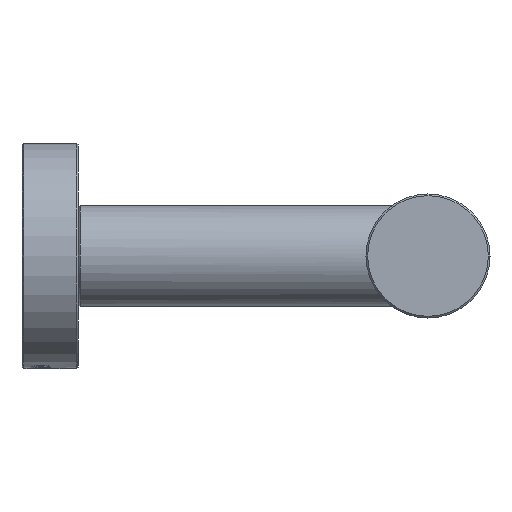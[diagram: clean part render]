
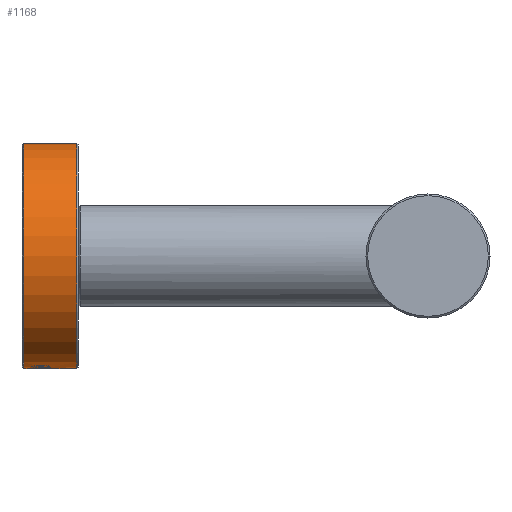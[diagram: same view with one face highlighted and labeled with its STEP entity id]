
A CAD part, left-side view. The second image highlights one B-rep face of the part: STEP entity #1168.
In plain terms, the highlighted cylindrical face has radius 20 mm (diameter 40 mm), a full revolution.
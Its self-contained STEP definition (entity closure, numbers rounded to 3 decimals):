
#116=(
BOUNDED_CURVE()
B_SPLINE_CURVE(3,(#1782,#1783,#1784,#1785),.UNSPECIFIED.,.F.,.F.)
B_SPLINE_CURVE_WITH_KNOTS((4,4),(2.31,2.367),
 .PIECEWISE_BEZIER_KNOTS.)
CURVE()
GEOMETRIC_REPRESENTATION_ITEM()
RATIONAL_B_SPLINE_CURVE((1.,1.,1.,1.))
REPRESENTATION_ITEM('')
);
#117=(
BOUNDED_CURVE()
B_SPLINE_CURVE(3,(#1787,#1788,#1789,#1790),.UNSPECIFIED.,.F.,.F.)
B_SPLINE_CURVE_WITH_KNOTS((4,4),(2.367,2.427),
 .PIECEWISE_BEZIER_KNOTS.)
CURVE()
GEOMETRIC_REPRESENTATION_ITEM()
RATIONAL_B_SPLINE_CURVE((1.,1.,1.,1.))
REPRESENTATION_ITEM('')
);
#118=(
BOUNDED_CURVE()
B_SPLINE_CURVE(3,(#1792,#1793,#1794,#1795,#1796,#1797),.UNSPECIFIED.,.F.,
 .F.)
B_SPLINE_CURVE_WITH_KNOTS((4,2,4),(0.,0.013,0.026),
 .UNSPECIFIED.)
CURVE()
GEOMETRIC_REPRESENTATION_ITEM()
RATIONAL_B_SPLINE_CURVE((1.,1.,1.,1.,1.,1.))
REPRESENTATION_ITEM('')
);
#128=B_SPLINE_CURVE_WITH_KNOTS('',3,(#1771,#1772,#1773,#1774),
 .UNSPECIFIED.,.F.,.F.,(4,4),(0.,1.),.UNSPECIFIED.);
#129=B_SPLINE_CURVE_WITH_KNOTS('',3,(#1777,#1778,#1779,#1780),
 .UNSPECIFIED.,.F.,.F.,(4,4),(0.,1.),.UNSPECIFIED.);
#130=B_SPLINE_CURVE_WITH_KNOTS('',3,(#1799,#1800,#1801,#1802),
 .UNSPECIFIED.,.F.,.F.,(4,4),(0.,1.),.UNSPECIFIED.);
#131=B_SPLINE_CURVE_WITH_KNOTS('',3,(#1804,#1805,#1806,#1807,#1808),
 .UNSPECIFIED.,.F.,.F.,(4,1,4),(0.,0.5,1.),.UNSPECIFIED.);
#132=B_SPLINE_CURVE_WITH_KNOTS('',3,(#1810,#1811,#1812,#1813),
 .UNSPECIFIED.,.F.,.F.,(4,4),(0.,1.),.UNSPECIFIED.);
#133=B_SPLINE_CURVE_WITH_KNOTS('',3,(#1815,#1816,#1817,#1818,#1819),
 .UNSPECIFIED.,.F.,.F.,(4,1,4),(0.,0.5,1.),.UNSPECIFIED.);
#134=B_SPLINE_CURVE_WITH_KNOTS('',3,(#1821,#1822,#1823,#1824,#1825),
 .UNSPECIFIED.,.F.,.F.,(4,1,4),(0.,0.5,1.),.UNSPECIFIED.);
#249=ORIENTED_EDGE('',*,*,#552,.T.);
#250=ORIENTED_EDGE('',*,*,#553,.T.);
#251=ORIENTED_EDGE('',*,*,#554,.T.);
#252=ORIENTED_EDGE('',*,*,#555,.T.);
#253=ORIENTED_EDGE('',*,*,#556,.T.);
#254=ORIENTED_EDGE('',*,*,#557,.T.);
#255=ORIENTED_EDGE('',*,*,#558,.T.);
#256=ORIENTED_EDGE('',*,*,#559,.T.);
#257=ORIENTED_EDGE('',*,*,#560,.T.);
#258=ORIENTED_EDGE('',*,*,#561,.T.);
#259=ORIENTED_EDGE('',*,*,#562,.T.);
#260=ORIENTED_EDGE('',*,*,#563,.T.);
#552=EDGE_CURVE('',#704,#704,#818,.T.);
#553=EDGE_CURVE('',#705,#705,#819,.F.);
#554=EDGE_CURVE('',#706,#707,#128,.T.);
#555=EDGE_CURVE('',#707,#708,#129,.T.);
#556=EDGE_CURVE('',#708,#709,#116,.T.);
#557=EDGE_CURVE('',#709,#710,#117,.T.);
#558=EDGE_CURVE('',#710,#711,#118,.T.);
#559=EDGE_CURVE('',#711,#712,#130,.T.);
#560=EDGE_CURVE('',#712,#713,#131,.T.);
#561=EDGE_CURVE('',#713,#714,#132,.T.);
#562=EDGE_CURVE('',#714,#715,#133,.T.);
#563=EDGE_CURVE('',#715,#706,#134,.T.);
#704=VERTEX_POINT('',#1768);
#705=VERTEX_POINT('',#1770);
#706=VERTEX_POINT('',#1775);
#707=VERTEX_POINT('',#1776);
#708=VERTEX_POINT('',#1781);
#709=VERTEX_POINT('',#1786);
#710=VERTEX_POINT('',#1791);
#711=VERTEX_POINT('',#1798);
#712=VERTEX_POINT('',#1803);
#713=VERTEX_POINT('',#1809);
#714=VERTEX_POINT('',#1814);
#715=VERTEX_POINT('',#1820);
#818=CIRCLE('',#1368,20.);
#819=CIRCLE('',#1369,20.);
#870=EDGE_LOOP('',(#249));
#871=EDGE_LOOP('',(#250));
#872=EDGE_LOOP('',(#251,#252,#253,#254,#255,#256,#257,#258,#259,#260));
#1008=FACE_BOUND('',#870,.T.);
#1009=FACE_BOUND('',#871,.T.);
#1010=FACE_BOUND('',#872,.T.);
#1141=CYLINDRICAL_SURFACE('',#1367,20.);
#1168=ADVANCED_FACE('',(#1008,#1009,#1010),#1141,.T.);
#1367=AXIS2_PLACEMENT_3D('',#1766,#1506,#1507);
#1368=AXIS2_PLACEMENT_3D('',#1767,#1508,#1509);
#1369=AXIS2_PLACEMENT_3D('',#1769,#1510,#1511);
#1506=DIRECTION('',(0.,1.,0.));
#1507=DIRECTION('',(1.,0.,0.));
#1508=DIRECTION('',(0.,-1.,0.));
#1509=DIRECTION('',(0.,0.,-1.));
#1510=DIRECTION('',(0.,-1.,0.));
#1511=DIRECTION('',(0.,0.,-1.));
#1766=CARTESIAN_POINT('',(-55317.935,-52350.115,-1016.411));
#1767=CARTESIAN_POINT('',(-55317.935,-52350.415,-1016.411));
#1768=CARTESIAN_POINT('',(-55317.935,-52350.415,-1036.411));
#1769=CARTESIAN_POINT('',(-55317.935,-52359.815,-1016.411));
#1770=CARTESIAN_POINT('',(-55317.935,-52359.815,-1036.411));
#1771=CARTESIAN_POINT('',(-55317.135,-52352.161,-1036.395));
#1772=CARTESIAN_POINT('',(-55317.378,-52352.043,-1036.405));
#1773=CARTESIAN_POINT('',(-55317.625,-52351.979,-1036.411));
#1774=CARTESIAN_POINT('',(-55317.876,-52351.97,-1036.411));
#1775=CARTESIAN_POINT('',(-55317.135,-52352.161,-1036.395));
#1776=CARTESIAN_POINT('',(-55317.876,-52351.97,-1036.411));
#1777=CARTESIAN_POINT('',(-55317.876,-52351.97,-1036.411));
#1778=CARTESIAN_POINT('',(-55317.877,-52351.979,-1036.411));
#1779=CARTESIAN_POINT('',(-55317.877,-52351.987,-1036.411));
#1780=CARTESIAN_POINT('',(-55317.877,-52351.996,-1036.411));
#1781=CARTESIAN_POINT('',(-55317.877,-52351.996,-1036.411));
#1782=CARTESIAN_POINT('',(-55317.877,-52351.996,-1036.411));
#1783=CARTESIAN_POINT('',(-55317.897,-52351.995,-1036.411));
#1784=CARTESIAN_POINT('',(-55317.916,-52351.995,-1036.411));
#1785=CARTESIAN_POINT('',(-55317.935,-52351.995,-1036.411));
#1786=CARTESIAN_POINT('',(-55317.935,-52351.995,-1036.411));
#1787=CARTESIAN_POINT('',(-55317.935,-52351.995,-1036.411));
#1788=CARTESIAN_POINT('',(-55317.955,-52351.995,-1036.411));
#1789=CARTESIAN_POINT('',(-55317.975,-52351.995,-1036.411));
#1790=CARTESIAN_POINT('',(-55317.995,-52351.996,-1036.411));
#1791=CARTESIAN_POINT('',(-55317.995,-52351.996,-1036.411));
#1792=CARTESIAN_POINT('',(-55317.995,-52351.996,-1036.411));
#1793=CARTESIAN_POINT('',(-55317.995,-52351.992,-1036.411));
#1794=CARTESIAN_POINT('',(-55317.995,-52351.987,-1036.411));
#1795=CARTESIAN_POINT('',(-55317.996,-52351.979,-1036.411));
#1796=CARTESIAN_POINT('',(-55317.996,-52351.974,-1036.411));
#1797=CARTESIAN_POINT('',(-55317.996,-52351.97,-1036.411));
#1798=CARTESIAN_POINT('',(-55317.996,-52351.97,-1036.411));
#1799=CARTESIAN_POINT('',(-55317.996,-52351.97,-1036.411));
#1800=CARTESIAN_POINT('',(-55318.61,-52351.994,-1036.409));
#1801=CARTESIAN_POINT('',(-55319.146,-52352.349,-1036.377));
#1802=CARTESIAN_POINT('',(-55319.41,-52352.905,-1036.357));
#1803=CARTESIAN_POINT('',(-55319.41,-52352.905,-1036.357));
#1804=CARTESIAN_POINT('',(-55319.41,-52352.905,-1036.357));
#1805=CARTESIAN_POINT('',(-55319.633,-52353.333,-1036.34));
#1806=CARTESIAN_POINT('',(-55319.709,-52354.371,-1036.333));
#1807=CARTESIAN_POINT('',(-55319.078,-52355.19,-1036.383));
#1808=CARTESIAN_POINT('',(-55318.657,-52355.431,-1036.398));
#1809=CARTESIAN_POINT('',(-55318.657,-52355.431,-1036.398));
#1810=CARTESIAN_POINT('',(-55318.657,-52355.431,-1036.398));
#1811=CARTESIAN_POINT('',(-55318.424,-52355.52,-1036.407));
#1812=CARTESIAN_POINT('',(-55318.184,-52355.565,-1036.411));
#1813=CARTESIAN_POINT('',(-55317.935,-52355.565,-1036.411));
#1814=CARTESIAN_POINT('',(-55317.935,-52355.565,-1036.411));
#1815=CARTESIAN_POINT('',(-55317.935,-52355.565,-1036.411));
#1816=CARTESIAN_POINT('',(-55317.485,-52355.565,-1036.411));
#1817=CARTESIAN_POINT('',(-55316.599,-52355.253,-1036.377));
#1818=CARTESIAN_POINT('',(-55316.093,-52354.465,-1036.327));
#1819=CARTESIAN_POINT('',(-55315.989,-52354.027,-1036.317));
#1820=CARTESIAN_POINT('',(-55315.989,-52354.027,-1036.317));
#1821=CARTESIAN_POINT('',(-55315.989,-52354.027,-1036.317));
#1822=CARTESIAN_POINT('',(-55315.923,-52353.63,-1036.31));
#1823=CARTESIAN_POINT('',(-55316.098,-52352.81,-1036.33));
#1824=CARTESIAN_POINT('',(-55316.756,-52352.293,-1036.38));
#1825=CARTESIAN_POINT('',(-55317.135,-52352.161,-1036.395));
